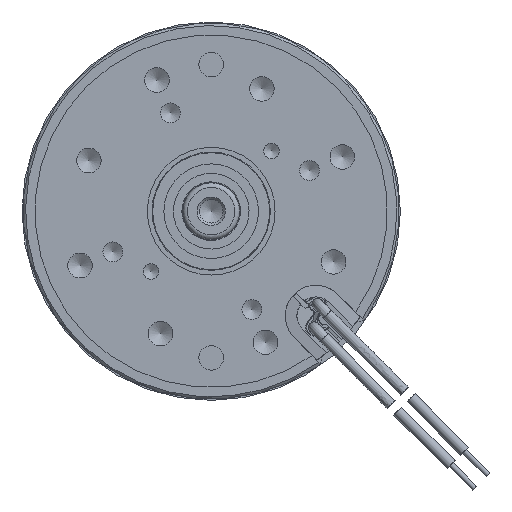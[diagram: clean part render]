
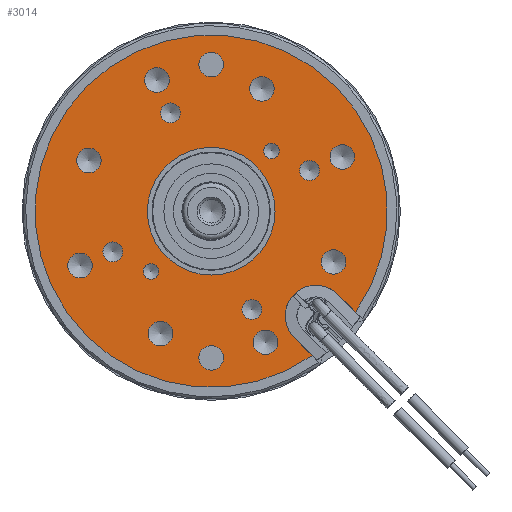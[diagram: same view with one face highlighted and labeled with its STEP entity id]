
A CAD part, left-side view. The second image highlights one B-rep face of the part: STEP entity #3014.
In plain terms, the highlighted planar face has unit normal (-1, 0, 0).
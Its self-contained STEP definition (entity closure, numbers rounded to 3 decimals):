
#737=LINE('',#15343,#1475);
#738=LINE('',#15348,#1476);
#1475=VECTOR('',#12151,1.);
#1476=VECTOR('',#12154,1.);
#2612=PLANE('',#10812);
#3014=ADVANCED_FACE('',(#3894,#3895,#3896,#3897,#3898,#3899,#3900,#3901,
#3902,#3903,#3904,#3905,#3906,#3907,#3908,#3909,#3910,#3911),#2612,.T.);
#3894=FACE_BOUND('',#4283,.T.);
#3895=FACE_BOUND('',#4284,.T.);
#3896=FACE_BOUND('',#4285,.T.);
#3897=FACE_BOUND('',#4286,.T.);
#3898=FACE_BOUND('',#4287,.T.);
#3899=FACE_BOUND('',#4288,.T.);
#3900=FACE_BOUND('',#4289,.T.);
#3901=FACE_BOUND('',#4290,.T.);
#3902=FACE_BOUND('',#4291,.T.);
#3903=FACE_BOUND('',#4292,.T.);
#3904=FACE_BOUND('',#4293,.T.);
#3905=FACE_BOUND('',#4294,.T.);
#3906=FACE_BOUND('',#4295,.T.);
#3907=FACE_BOUND('',#4296,.T.);
#3908=FACE_BOUND('',#4297,.T.);
#3909=FACE_BOUND('',#4298,.T.);
#3910=FACE_BOUND('',#4299,.T.);
#3911=FACE_BOUND('',#4300,.T.);
#4283=EDGE_LOOP('',(#5164));
#4284=EDGE_LOOP('',(#5165));
#4285=EDGE_LOOP('',(#5166));
#4286=EDGE_LOOP('',(#5167));
#4287=EDGE_LOOP('',(#5168));
#4288=EDGE_LOOP('',(#5169));
#4289=EDGE_LOOP('',(#5170));
#4290=EDGE_LOOP('',(#5171));
#4291=EDGE_LOOP('',(#5172));
#4292=EDGE_LOOP('',(#5173));
#4293=EDGE_LOOP('',(#5174));
#4294=EDGE_LOOP('',(#5175));
#4295=EDGE_LOOP('',(#5176));
#4296=EDGE_LOOP('',(#5177));
#4297=EDGE_LOOP('',(#5178));
#4298=EDGE_LOOP('',(#5179));
#4299=EDGE_LOOP('',(#5180));
#4300=EDGE_LOOP('',(#5181,#5182,#5183,#5184));
#5164=ORIENTED_EDGE('',*,*,#8857,.T.);
#5165=ORIENTED_EDGE('',*,*,#8858,.T.);
#5166=ORIENTED_EDGE('',*,*,#8859,.T.);
#5167=ORIENTED_EDGE('',*,*,#8860,.T.);
#5168=ORIENTED_EDGE('',*,*,#8861,.T.);
#5169=ORIENTED_EDGE('',*,*,#8862,.T.);
#5170=ORIENTED_EDGE('',*,*,#8863,.T.);
#5171=ORIENTED_EDGE('',*,*,#8864,.T.);
#5172=ORIENTED_EDGE('',*,*,#8865,.T.);
#5173=ORIENTED_EDGE('',*,*,#8866,.T.);
#5174=ORIENTED_EDGE('',*,*,#8867,.T.);
#5175=ORIENTED_EDGE('',*,*,#8868,.T.);
#5176=ORIENTED_EDGE('',*,*,#8869,.T.);
#5177=ORIENTED_EDGE('',*,*,#8870,.T.);
#5178=ORIENTED_EDGE('',*,*,#8871,.T.);
#5179=ORIENTED_EDGE('',*,*,#8872,.T.);
#5180=ORIENTED_EDGE('',*,*,#8873,.T.);
#5181=ORIENTED_EDGE('',*,*,#8874,.T.);
#5182=ORIENTED_EDGE('',*,*,#8875,.F.);
#5183=ORIENTED_EDGE('',*,*,#8876,.T.);
#5184=ORIENTED_EDGE('',*,*,#8877,.T.);
#7909=VERTEX_POINT('',#15310);
#7910=VERTEX_POINT('',#15312);
#7911=VERTEX_POINT('',#15314);
#7912=VERTEX_POINT('',#15316);
#7913=VERTEX_POINT('',#15318);
#7914=VERTEX_POINT('',#15320);
#7915=VERTEX_POINT('',#15322);
#7916=VERTEX_POINT('',#15324);
#7917=VERTEX_POINT('',#15326);
#7918=VERTEX_POINT('',#15328);
#7919=VERTEX_POINT('',#15330);
#7920=VERTEX_POINT('',#15332);
#7921=VERTEX_POINT('',#15334);
#7922=VERTEX_POINT('',#15336);
#7923=VERTEX_POINT('',#15338);
#7924=VERTEX_POINT('',#15340);
#7925=VERTEX_POINT('',#15342);
#7926=VERTEX_POINT('',#15344);
#7927=VERTEX_POINT('',#15345);
#7928=VERTEX_POINT('',#15347);
#7929=VERTEX_POINT('',#15349);
#8857=EDGE_CURVE('',#7909,#7909,#10226,.T.);
#8858=EDGE_CURVE('',#7910,#7910,#10227,.T.);
#8859=EDGE_CURVE('',#7911,#7911,#10228,.T.);
#8860=EDGE_CURVE('',#7912,#7912,#10229,.T.);
#8861=EDGE_CURVE('',#7913,#7913,#10230,.T.);
#8862=EDGE_CURVE('',#7914,#7914,#10231,.T.);
#8863=EDGE_CURVE('',#7915,#7915,#10232,.T.);
#8864=EDGE_CURVE('',#7916,#7916,#10233,.T.);
#8865=EDGE_CURVE('',#7917,#7917,#10234,.T.);
#8866=EDGE_CURVE('',#7918,#7918,#10235,.T.);
#8867=EDGE_CURVE('',#7919,#7919,#10236,.T.);
#8868=EDGE_CURVE('',#7920,#7920,#10237,.T.);
#8869=EDGE_CURVE('',#7921,#7921,#10238,.T.);
#8870=EDGE_CURVE('',#7922,#7922,#10239,.T.);
#8871=EDGE_CURVE('',#7923,#7923,#10240,.T.);
#8872=EDGE_CURVE('',#7924,#7924,#10241,.T.);
#8873=EDGE_CURVE('',#7925,#7925,#10242,.T.);
#8874=EDGE_CURVE('',#7926,#7927,#737,.T.);
#8875=EDGE_CURVE('',#7928,#7927,#10243,.T.);
#8876=EDGE_CURVE('',#7928,#7929,#738,.T.);
#8877=EDGE_CURVE('',#7929,#7926,#10244,.T.);
#10226=CIRCLE('',#10793,1.65);
#10227=CIRCLE('',#10794,1.65);
#10228=CIRCLE('',#10795,2.6);
#10229=CIRCLE('',#10796,2.6);
#10230=CIRCLE('',#10797,2.6);
#10231=CIRCLE('',#10798,2.6);
#10232=CIRCLE('',#10799,2.6);
#10233=CIRCLE('',#10800,2.6);
#10234=CIRCLE('',#10801,2.6);
#10235=CIRCLE('',#10802,2.6);
#10236=CIRCLE('',#10803,2.6);
#10237=CIRCLE('',#10804,2.6);
#10238=CIRCLE('',#10805,2.1);
#10239=CIRCLE('',#10806,2.1);
#10240=CIRCLE('',#10807,2.1);
#10241=CIRCLE('',#10808,2.1);
#10242=CIRCLE('',#10809,13.5);
#10243=CIRCLE('',#10810,37.25);
#10244=CIRCLE('',#10811,6.5);
#10793=AXIS2_PLACEMENT_3D('',#15309,#12117,#12118);
#10794=AXIS2_PLACEMENT_3D('',#15311,#12119,#12120);
#10795=AXIS2_PLACEMENT_3D('',#15313,#12121,#12122);
#10796=AXIS2_PLACEMENT_3D('',#15315,#12123,#12124);
#10797=AXIS2_PLACEMENT_3D('',#15317,#12125,#12126);
#10798=AXIS2_PLACEMENT_3D('',#15319,#12127,#12128);
#10799=AXIS2_PLACEMENT_3D('',#15321,#12129,#12130);
#10800=AXIS2_PLACEMENT_3D('',#15323,#12131,#12132);
#10801=AXIS2_PLACEMENT_3D('',#15325,#12133,#12134);
#10802=AXIS2_PLACEMENT_3D('',#15327,#12135,#12136);
#10803=AXIS2_PLACEMENT_3D('',#15329,#12137,#12138);
#10804=AXIS2_PLACEMENT_3D('',#15331,#12139,#12140);
#10805=AXIS2_PLACEMENT_3D('',#15333,#12141,#12142);
#10806=AXIS2_PLACEMENT_3D('',#15335,#12143,#12144);
#10807=AXIS2_PLACEMENT_3D('',#15337,#12145,#12146);
#10808=AXIS2_PLACEMENT_3D('',#15339,#12147,#12148);
#10809=AXIS2_PLACEMENT_3D('',#15341,#12149,#12150);
#10810=AXIS2_PLACEMENT_3D('',#15346,#12152,#12153);
#10811=AXIS2_PLACEMENT_3D('',#15350,#12155,#12156);
#10812=AXIS2_PLACEMENT_3D('',#15351,#12157,#12158);
#12117=DIRECTION('',(1.,0.,0.));
#12118=DIRECTION('',(0.,1.,0.));
#12119=DIRECTION('',(1.,0.,0.));
#12120=DIRECTION('',(0.,1.,0.));
#12121=DIRECTION('',(1.,0.,0.));
#12122=DIRECTION('',(0.,1.,0.));
#12123=DIRECTION('',(1.,0.,0.));
#12124=DIRECTION('',(0.,1.,0.));
#12125=DIRECTION('',(1.,0.,0.));
#12126=DIRECTION('',(0.,1.,0.));
#12127=DIRECTION('',(1.,0.,0.));
#12128=DIRECTION('',(0.,1.,0.));
#12129=DIRECTION('',(1.,0.,0.));
#12130=DIRECTION('',(0.,1.,0.));
#12131=DIRECTION('',(1.,0.,0.));
#12132=DIRECTION('',(0.,1.,0.));
#12133=DIRECTION('',(1.,0.,0.));
#12134=DIRECTION('',(0.,1.,0.));
#12135=DIRECTION('',(1.,0.,0.));
#12136=DIRECTION('',(0.,1.,0.));
#12137=DIRECTION('',(1.,0.,0.));
#12138=DIRECTION('',(0.,1.,0.));
#12139=DIRECTION('',(1.,0.,0.));
#12140=DIRECTION('',(0.,1.,0.));
#12141=DIRECTION('',(1.,0.,0.));
#12142=DIRECTION('',(0.,1.,0.));
#12143=DIRECTION('',(1.,0.,0.));
#12144=DIRECTION('',(0.,1.,0.));
#12145=DIRECTION('',(1.,0.,0.));
#12146=DIRECTION('',(0.,1.,0.));
#12147=DIRECTION('',(1.,0.,0.));
#12148=DIRECTION('',(0.,1.,0.));
#12149=DIRECTION('',(1.,0.,0.));
#12150=DIRECTION('',(0.,1.,0.));
#12151=DIRECTION('',(0.,-0.707,-0.707));
#12152=DIRECTION('',(1.,0.,0.));
#12153=DIRECTION('',(0.,1.,0.));
#12154=DIRECTION('',(0.,0.707,0.707));
#12155=DIRECTION('',(1.,0.,0.));
#12156=DIRECTION('',(0.,0.,1.));
#12157=DIRECTION('',(-1.,0.,0.));
#12158=DIRECTION('',(0.,-1.,0.));
#15309=CARTESIAN_POINT('',(-202.,-12.728,12.728));
#15310=CARTESIAN_POINT('',(-202.,-11.078,12.728));
#15311=CARTESIAN_POINT('',(-202.,12.728,-12.728));
#15312=CARTESIAN_POINT('',(-202.,14.378,-12.728));
#15313=CARTESIAN_POINT('',(-202.,0.,-31.));
#15314=CARTESIAN_POINT('',(-202.,2.6,-31.));
#15315=CARTESIAN_POINT('',(-202.,0.,31.));
#15316=CARTESIAN_POINT('',(-202.,2.6,31.));
#15317=CARTESIAN_POINT('',(-202.,10.715,-25.869));
#15318=CARTESIAN_POINT('',(-202.,13.315,-25.869));
#15319=CARTESIAN_POINT('',(-202.,-10.715,25.869));
#15320=CARTESIAN_POINT('',(-202.,-8.115,25.869));
#15321=CARTESIAN_POINT('',(-202.,25.869,10.715));
#15322=CARTESIAN_POINT('',(-202.,28.469,10.715));
#15323=CARTESIAN_POINT('',(-202.,-25.869,-10.715));
#15324=CARTESIAN_POINT('',(-202.,-23.269,-10.715));
#15325=CARTESIAN_POINT('',(-202.,-11.481,-27.716));
#15326=CARTESIAN_POINT('',(-202.,-8.881,-27.716));
#15327=CARTESIAN_POINT('',(-202.,27.716,-11.481));
#15328=CARTESIAN_POINT('',(-202.,30.316,-11.481));
#15329=CARTESIAN_POINT('',(-202.,-27.716,11.481));
#15330=CARTESIAN_POINT('',(-202.,-25.116,11.481));
#15331=CARTESIAN_POINT('',(-202.,11.481,27.716));
#15332=CARTESIAN_POINT('',(-202.,14.081,27.716));
#15333=CARTESIAN_POINT('',(-202.,-20.787,8.61));
#15334=CARTESIAN_POINT('',(-202.,-18.687,8.61));
#15335=CARTESIAN_POINT('',(-202.,20.787,-8.61));
#15336=CARTESIAN_POINT('',(-202.,22.887,-8.61));
#15337=CARTESIAN_POINT('',(-202.,8.61,20.787));
#15338=CARTESIAN_POINT('',(-202.,10.71,20.787));
#15339=CARTESIAN_POINT('',(-202.,-8.61,-20.787));
#15340=CARTESIAN_POINT('',(-202.,-6.51,-20.787));
#15341=CARTESIAN_POINT('',(-202.,0.,0.));
#15342=CARTESIAN_POINT('',(-202.,13.5,0.));
#15343=CARTESIAN_POINT('',(-202.,-26.729,-17.536));
#15344=CARTESIAN_POINT('',(-202.,-26.729,-17.536));
#15345=CARTESIAN_POINT('',(-202.,-30.532,-21.339));
#15346=CARTESIAN_POINT('',(-202.,0.,0.));
#15347=CARTESIAN_POINT('',(-202.,-21.339,-30.532));
#15348=CARTESIAN_POINT('',(-202.,-23.511,-32.704));
#15349=CARTESIAN_POINT('',(-202.,-17.536,-26.729));
#15350=CARTESIAN_POINT('',(-202.,-22.132,-22.132));
#15351=CARTESIAN_POINT('',(-202.,39.75,0.));
